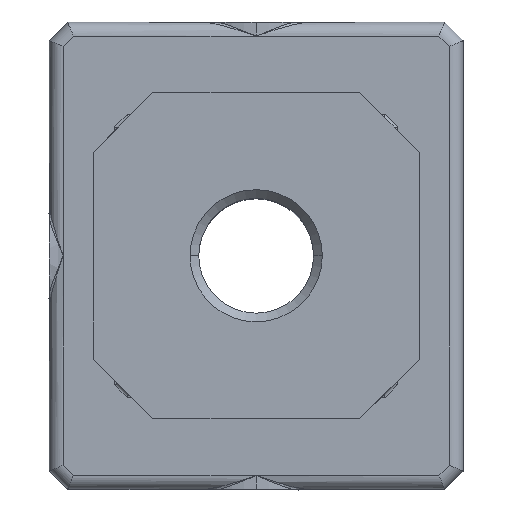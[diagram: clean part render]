
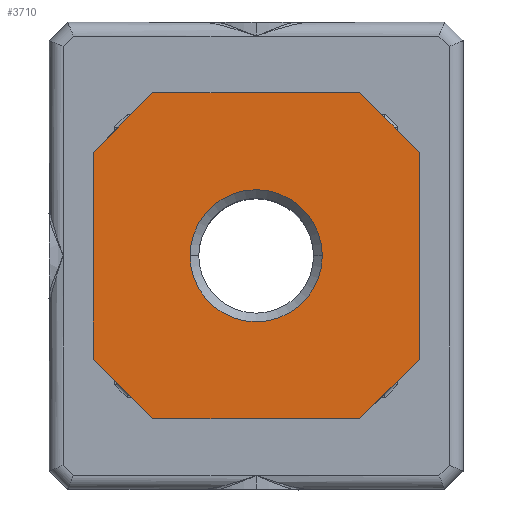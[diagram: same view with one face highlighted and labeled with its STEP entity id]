
A CAD part, top view. The second image highlights one B-rep face of the part: STEP entity #3710.
In plain terms, the highlighted planar face has unit normal (0, 0, 1).
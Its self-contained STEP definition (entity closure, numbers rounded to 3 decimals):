
#2 = LINE ( 'NONE', #1250, #3009 ) ;
#33 = CARTESIAN_POINT ( 'NONE',  ( -11.25, -17.75, 16.5 ) ) ;
#36 = CARTESIAN_POINT ( 'NONE',  ( 17.75, -11.25, 16.5 ) ) ;
#126 = EDGE_CURVE ( 'NONE', #1429, #2394, #3660, .T. ) ;
#423 = ORIENTED_EDGE ( 'NONE', *, *, #8261, .T. ) ;
#445 = LINE ( 'NONE', #4752, #7254 ) ;
#630 = CARTESIAN_POINT ( 'NONE',  ( 0., 17.75, 16.5 ) ) ;
#653 = DIRECTION ( 'NONE',  ( 0., 1., 0. ) ) ;
#662 = CARTESIAN_POINT ( 'NONE',  ( 11.25, 17.75, 16.5 ) ) ;
#777 = CARTESIAN_POINT ( 'NONE',  ( 11.25, 17.75, 16.5 ) ) ;
#1051 = VERTEX_POINT ( 'NONE', #3565 ) ;
#1065 = ORIENTED_EDGE ( 'NONE', *, *, #8658, .T. ) ;
#1112 = VECTOR ( 'NONE', #3041, 1000. ) ;
#1250 = CARTESIAN_POINT ( 'NONE',  ( 17.75, 0., 16.5 ) ) ;
#1318 = LINE ( 'NONE', #630, #3453 ) ;
#1429 = VERTEX_POINT ( 'NONE', #8191 ) ;
#1872 = ORIENTED_EDGE ( 'NONE', *, *, #5798, .F. ) ;
#1918 = ORIENTED_EDGE ( 'NONE', *, *, #3080, .F. ) ;
#2056 = DIRECTION ( 'NONE',  ( 0., -1., 0. ) ) ;
#2106 = FACE_BOUND ( 'NONE', #7509, .T. ) ;
#2204 = CARTESIAN_POINT ( 'NONE',  ( 17.75, 11.25, 16.5 ) ) ;
#2264 = VECTOR ( 'NONE', #3665, 1000. ) ;
#2350 = CARTESIAN_POINT ( 'NONE',  ( 0., 0., 16.5 ) ) ;
#2394 = VERTEX_POINT ( 'NONE', #4735 ) ;
#2511 = EDGE_CURVE ( 'NONE', #4970, #3485, #2, .T. ) ;
#2813 = VERTEX_POINT ( 'NONE', #5730 ) ;
#2907 = LINE ( 'NONE', #33, #6064 ) ;
#2917 = CARTESIAN_POINT ( 'NONE',  ( -17.75, -11.25, 16.5 ) ) ;
#3009 = VECTOR ( 'NONE', #653, 1000. ) ;
#3041 = DIRECTION ( 'NONE',  ( -1., 0., 0. ) ) ;
#3080 = EDGE_CURVE ( 'NONE', #2394, #1429, #3330, .T. ) ;
#3177 = LINE ( 'NONE', #7971, #1112 ) ;
#3228 = DIRECTION ( 'NONE',  ( 0., 0., 1. ) ) ;
#3238 = ORIENTED_EDGE ( 'NONE', *, *, #6304, .T. ) ;
#3330 = CIRCLE ( 'NONE', #5091, 7.19 ) ;
#3453 = VECTOR ( 'NONE', #4070, 1000. ) ;
#3480 = LINE ( 'NONE', #36, #4918 ) ;
#3485 = VERTEX_POINT ( 'NONE', #2204 ) ;
#3545 = PLANE ( 'NONE',  #4958 ) ;
#3565 = CARTESIAN_POINT ( 'NONE',  ( -17.75, 11.25, 16.5 ) ) ;
#3660 = CIRCLE ( 'NONE', #8842, 7.19 ) ;
#3665 = DIRECTION ( 'NONE',  ( -0.707, 0.707, 0. ) ) ;
#3710 = ADVANCED_FACE ( 'NONE', ( #7056, #2106 ), #3545, .T. ) ;
#3882 = DIRECTION ( 'NONE',  ( 1., 0., 0. ) ) ;
#3925 = DIRECTION ( 'NONE',  ( -0.707, -0.707, 0. ) ) ;
#4070 = DIRECTION ( 'NONE',  ( -1., 0., 0. ) ) ;
#4171 = ORIENTED_EDGE ( 'NONE', *, *, #6850, .T. ) ;
#4212 = VERTEX_POINT ( 'NONE', #8130 ) ;
#4452 = VECTOR ( 'NONE', #2056, 1000. ) ;
#4554 = EDGE_LOOP ( 'NONE', ( #1065, #5769, #9113, #423, #7614, #3238, #4171, #1872 ) ) ;
#4709 = DIRECTION ( 'NONE',  ( 0., -1., 0. ) ) ;
#4735 = CARTESIAN_POINT ( 'NONE',  ( -7.19, 0., 16.5 ) ) ;
#4752 = CARTESIAN_POINT ( 'NONE',  ( -17.75, 11.25, 16.5 ) ) ;
#4918 = VECTOR ( 'NONE', #6301, 1000. ) ;
#4958 = AXIS2_PLACEMENT_3D ( 'NONE', #8173, #8853, #4709 ) ;
#4970 = VERTEX_POINT ( 'NONE', #5875 ) ;
#5091 = AXIS2_PLACEMENT_3D ( 'NONE', #5250, #3228, #3882 ) ;
#5250 = CARTESIAN_POINT ( 'NONE',  ( 0., 0., 16.5 ) ) ;
#5319 = VERTEX_POINT ( 'NONE', #2917 ) ;
#5564 = CARTESIAN_POINT ( 'NONE',  ( -17.75, 0., 16.5 ) ) ;
#5698 = DIRECTION ( 'NONE',  ( 0., 0., 1. ) ) ;
#5699 = VERTEX_POINT ( 'NONE', #8535 ) ;
#5730 = CARTESIAN_POINT ( 'NONE',  ( 11.25, -17.75, 16.5 ) ) ;
#5748 = DIRECTION ( 'NONE',  ( 0.707, -0.707, 0. ) ) ;
#5769 = ORIENTED_EDGE ( 'NONE', *, *, #2511, .T. ) ;
#5798 = EDGE_CURVE ( 'NONE', #2813, #5699, #3177, .T. ) ;
#5875 = CARTESIAN_POINT ( 'NONE',  ( 17.75, -11.25, 16.5 ) ) ;
#5982 = VERTEX_POINT ( 'NONE', #662 ) ;
#6064 = VECTOR ( 'NONE', #5748, 1000. ) ;
#6078 = LINE ( 'NONE', #5564, #4452 ) ;
#6301 = DIRECTION ( 'NONE',  ( 0.707, 0.707, 0. ) ) ;
#6304 = EDGE_CURVE ( 'NONE', #1051, #5319, #6078, .T. ) ;
#6437 = DIRECTION ( 'NONE',  ( 1., 0., 0. ) ) ;
#6850 = EDGE_CURVE ( 'NONE', #5319, #5699, #2907, .T. ) ;
#7056 = FACE_OUTER_BOUND ( 'NONE', #4554, .T. ) ;
#7079 = EDGE_CURVE ( 'NONE', #4212, #1051, #445, .T. ) ;
#7254 = VECTOR ( 'NONE', #3925, 1000. ) ;
#7509 = EDGE_LOOP ( 'NONE', ( #8734, #1918 ) ) ;
#7563 = EDGE_CURVE ( 'NONE', #3485, #5982, #9139, .T. ) ;
#7614 = ORIENTED_EDGE ( 'NONE', *, *, #7079, .T. ) ;
#7971 = CARTESIAN_POINT ( 'NONE',  ( -17.75, -17.75, 16.5 ) ) ;
#8130 = CARTESIAN_POINT ( 'NONE',  ( -11.25, 17.75, 16.5 ) ) ;
#8173 = CARTESIAN_POINT ( 'NONE',  ( 0., 0., 16.5 ) ) ;
#8191 = CARTESIAN_POINT ( 'NONE',  ( 7.19, 0., 16.5 ) ) ;
#8261 = EDGE_CURVE ( 'NONE', #5982, #4212, #1318, .T. ) ;
#8535 = CARTESIAN_POINT ( 'NONE',  ( -11.25, -17.75, 16.5 ) ) ;
#8658 = EDGE_CURVE ( 'NONE', #2813, #4970, #3480, .T. ) ;
#8734 = ORIENTED_EDGE ( 'NONE', *, *, #126, .F. ) ;
#8842 = AXIS2_PLACEMENT_3D ( 'NONE', #2350, #5698, #6437 ) ;
#8853 = DIRECTION ( 'NONE',  ( 0., 0., 1. ) ) ;
#9113 = ORIENTED_EDGE ( 'NONE', *, *, #7563, .T. ) ;
#9139 = LINE ( 'NONE', #777, #2264 ) ;
